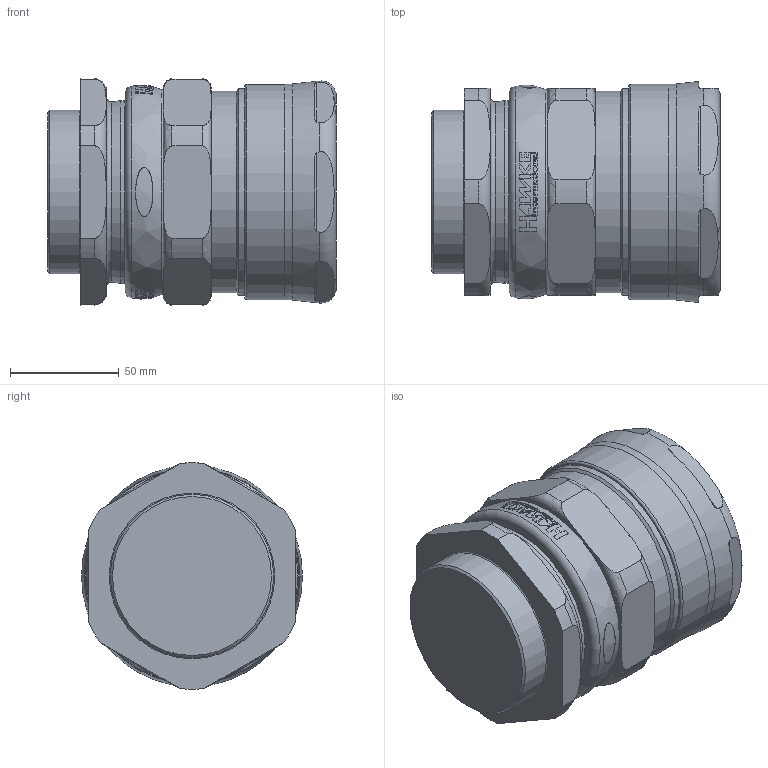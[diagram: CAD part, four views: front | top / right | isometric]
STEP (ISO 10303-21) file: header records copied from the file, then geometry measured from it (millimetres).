
FILE_DESCRIPTION(/* description */ (''),/* implementation_level */ '2;1');
FILE_NAME(/* name */ '501_453_UNIV_X F.stp',/* time_stamp */ '2020-06-22T16:34:29+05:00',/* author */ ('jgandhi'),/* organization */ (''),/* preprocessor_version */ 'ST-DEVELOPER v18',/* originating_system */ 'Autodesk Inventor 2020',/* authorisation */ '');
FILE_SCHEMA (('AUTOMOTIVE_DESIGN { 1 0 10303 214 3 1 1 }'));
Products named in the file (1): 501_453_UNIV_X F
Bounding box: 132.5 x 101.43 x 103.97 mm (x, y, z)
Surface area: 218796.7 mm2
Topology: 10 solids, 10 shells, 1145 faces, 3193 edges, 2114 vertices
Faces by surface type: plane 447, cylinder 198, bspline 172, cone 167, torus 161
Full cylindrical faces by diameter (mm): 51.5 x1, 69.8 x1, 72.3 x2, 75 x1, 77.8 x1, 78 x1, 82.8 x1, 83 x2, 83.4 x1, 84 x2, 84.1 x3, 85 x1, 87.312 x1, 92.52 x1, 92.7 x1, 93 x2, 95 x1, 98.8 x1
Entity records: 46689 total; most frequent: CARTESIAN_POINT 18333, ORIENTED_EDGE 6386, DIRECTION 4877, EDGE_CURVE 3193, VERTEX_POINT 2114, AXIS2_PLACEMENT_3D 1976, EDGE_LOOP 1197, STYLED_ITEM 1155
